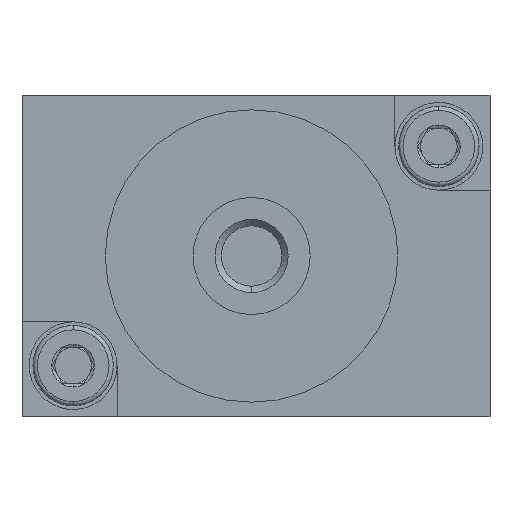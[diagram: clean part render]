
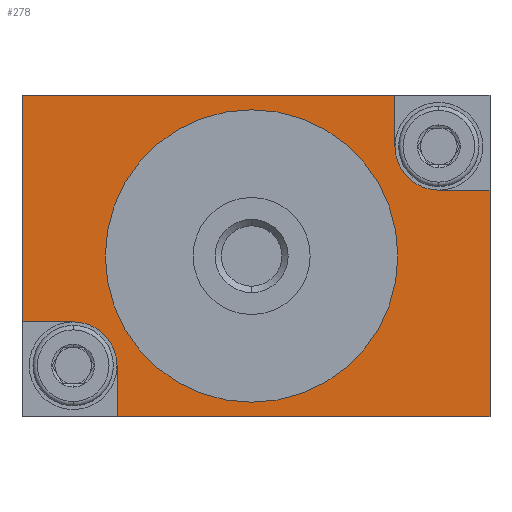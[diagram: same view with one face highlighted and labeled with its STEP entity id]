
A CAD part, front view. The second image highlights one B-rep face of the part: STEP entity #278.
In plain terms, the highlighted planar face has unit normal (0, -1, 0).
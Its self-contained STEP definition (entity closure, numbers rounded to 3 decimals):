
#104=CARTESIAN_POINT('',(28.5,0.,-6.5));
#105=VERTEX_POINT('',#104);
#106=CARTESIAN_POINT('',(25.5,0.,-3.5));
#107=VERTEX_POINT('',#106);
#108=CARTESIAN_POINT('',(28.5,0.,-3.5));
#109=DIRECTION('',(-0.,1.,0.));
#110=DIRECTION('',(1.,0.,0.));
#111=AXIS2_PLACEMENT_3D('',#108,#109,#110);
#112=CIRCLE('',#111,3.);
#113=EDGE_CURVE('',#105,#107,#112,.T.);
#148=CARTESIAN_POINT('',(32.,0.,-6.5));
#149=VERTEX_POINT('',#148);
#156=CARTESIAN_POINT('',(32.,0.,-22.));
#157=VERTEX_POINT('',#156);
#158=CARTESIAN_POINT('',(32.,0.,-6.5));
#159=DIRECTION('',(0.,0.,-1.));
#160=VECTOR('',#159,15.5);
#161=LINE('',#158,#160);
#162=EDGE_CURVE('',#149,#157,#161,.T.);
#188=CARTESIAN_POINT('',(0.,0.,0.));
#189=DIRECTION('',(0.,1.,0.));
#190=DIRECTION('',(0.,0.,1.));
#191=AXIS2_PLACEMENT_3D('',#188,#189,#190);
#192=PLANE('',#191);
#193=CARTESIAN_POINT('',(16.3,0.,-15.));
#194=VERTEX_POINT('',#193);
#195=CARTESIAN_POINT('',(16.3,0.,-7.));
#196=VERTEX_POINT('',#195);
#197=CARTESIAN_POINT('',(16.3,0.,-11.));
#198=DIRECTION('',(0.,-1.,-0.));
#199=DIRECTION('',(0.,-0.,1.));
#200=AXIS2_PLACEMENT_3D('',#197,#198,#199);
#201=CIRCLE('',#200,4.);
#202=EDGE_CURVE('',#194,#196,#201,.T.);
#203=ORIENTED_EDGE('',*,*,#202,.F.);
#204=CARTESIAN_POINT('',(16.3,0.,-11.));
#205=DIRECTION('',(0.,-1.,-0.));
#206=DIRECTION('',(0.,-0.,1.));
#207=AXIS2_PLACEMENT_3D('',#204,#205,#206);
#208=CIRCLE('',#207,4.);
#209=EDGE_CURVE('',#196,#194,#208,.T.);
#210=ORIENTED_EDGE('',*,*,#209,.F.);
#211=EDGE_LOOP('',(#203,#210));
#212=FACE_BOUND('',#211,.T.);
#213=CARTESIAN_POINT('',(0.,0.,-15.5));
#214=VERTEX_POINT('',#213);
#215=CARTESIAN_POINT('',(3.5,0.,-15.5));
#216=VERTEX_POINT('',#215);
#217=CARTESIAN_POINT('',(0.,0.,-15.5));
#218=DIRECTION('',(1.,0.,-0.));
#219=VECTOR('',#218,3.5);
#220=LINE('',#217,#219);
#221=EDGE_CURVE('',#214,#216,#220,.T.);
#222=ORIENTED_EDGE('',*,*,#221,.T.);
#223=CARTESIAN_POINT('',(6.5,0.,-18.5));
#224=VERTEX_POINT('',#223);
#225=CARTESIAN_POINT('',(3.5,0.,-18.5));
#226=DIRECTION('',(-0.,1.,0.));
#227=DIRECTION('',(1.,0.,0.));
#228=AXIS2_PLACEMENT_3D('',#225,#226,#227);
#229=CIRCLE('',#228,3.);
#230=EDGE_CURVE('',#216,#224,#229,.T.);
#231=ORIENTED_EDGE('',*,*,#230,.T.);
#232=CARTESIAN_POINT('',(6.5,0.,-22.));
#233=VERTEX_POINT('',#232);
#234=CARTESIAN_POINT('',(6.5,0.,-18.5));
#235=DIRECTION('',(0.,0.,-1.));
#236=VECTOR('',#235,3.5);
#237=LINE('',#234,#236);
#238=EDGE_CURVE('',#224,#233,#237,.T.);
#239=ORIENTED_EDGE('',*,*,#238,.T.);
#240=CARTESIAN_POINT('',(32.,0.,-22.));
#241=DIRECTION('',(-1.,0.,0.));
#242=VECTOR('',#241,25.5);
#243=LINE('',#240,#242);
#244=EDGE_CURVE('',#157,#233,#243,.T.);
#245=ORIENTED_EDGE('',*,*,#244,.F.);
#246=ORIENTED_EDGE('',*,*,#162,.F.);
#247=CARTESIAN_POINT('',(32.,0.,-6.5));
#248=DIRECTION('',(-1.,0.,0.));
#249=VECTOR('',#248,3.5);
#250=LINE('',#247,#249);
#251=EDGE_CURVE('',#149,#105,#250,.T.);
#252=ORIENTED_EDGE('',*,*,#251,.T.);
#253=ORIENTED_EDGE('',*,*,#113,.T.);
#254=CARTESIAN_POINT('',(25.5,0.,0.));
#255=VERTEX_POINT('',#254);
#256=CARTESIAN_POINT('',(25.5,0.,-3.5));
#257=DIRECTION('',(0.,0.,1.));
#258=VECTOR('',#257,3.5);
#259=LINE('',#256,#258);
#260=EDGE_CURVE('',#107,#255,#259,.T.);
#261=ORIENTED_EDGE('',*,*,#260,.T.);
#262=CARTESIAN_POINT('',(0.,0.,0.));
#263=VERTEX_POINT('',#262);
#264=CARTESIAN_POINT('',(0.,0.,0.));
#265=DIRECTION('',(1.,0.,-0.));
#266=VECTOR('',#265,25.5);
#267=LINE('',#264,#266);
#268=EDGE_CURVE('',#263,#255,#267,.T.);
#269=ORIENTED_EDGE('',*,*,#268,.F.);
#270=CARTESIAN_POINT('',(0.,0.,-15.5));
#271=DIRECTION('',(0.,0.,1.));
#272=VECTOR('',#271,15.5);
#273=LINE('',#270,#272);
#274=EDGE_CURVE('',#214,#263,#273,.T.);
#275=ORIENTED_EDGE('',*,*,#274,.F.);
#276=EDGE_LOOP('',(#222,#231,#239,#245,#246,#252,#253,#261,#269,#275));
#277=FACE_BOUND('',#276,.T.);
#278=ADVANCED_FACE('',(#212,#277),#192,.F.);
